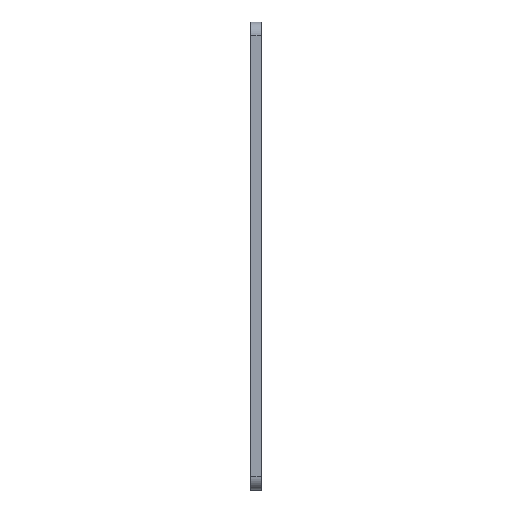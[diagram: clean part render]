
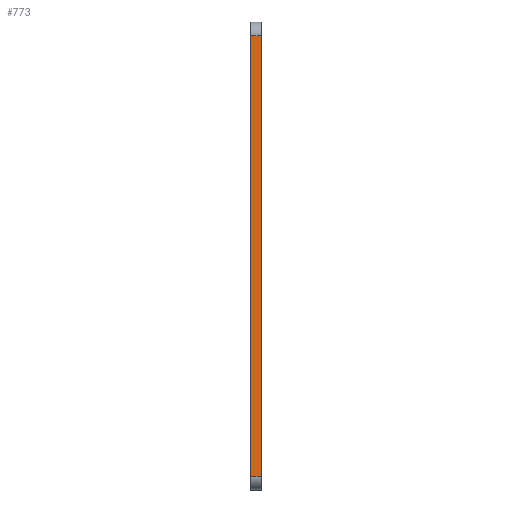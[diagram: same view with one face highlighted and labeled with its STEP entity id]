
A CAD part, left-side view. The second image highlights one B-rep face of the part: STEP entity #773.
In plain terms, the highlighted planar face has unit normal (-1, 0, 0).
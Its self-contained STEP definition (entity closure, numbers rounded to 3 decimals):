
#69=FACE_OUTER_BOUND('',#125,.T.);
#125=EDGE_LOOP('',(#627,#628,#629,#630));
#160=LINE('',#1085,#252);
#193=LINE('',#1165,#285);
#217=LINE('',#1224,#309);
#218=LINE('',#1226,#310);
#252=VECTOR('',#876,10.);
#285=VECTOR('',#937,10.);
#309=VECTOR('',#979,10.);
#310=VECTOR('',#982,10.);
#346=VERTEX_POINT('',#1082);
#347=VERTEX_POINT('',#1084);
#379=VERTEX_POINT('',#1162);
#380=VERTEX_POINT('',#1164);
#419=EDGE_CURVE('',#346,#347,#160,.T.);
#459=EDGE_CURVE('',#379,#380,#193,.T.);
#489=EDGE_CURVE('',#380,#346,#217,.T.);
#490=EDGE_CURVE('',#347,#379,#218,.T.);
#627=ORIENTED_EDGE('',*,*,#489,.F.);
#628=ORIENTED_EDGE('',*,*,#459,.F.);
#629=ORIENTED_EDGE('',*,*,#490,.F.);
#630=ORIENTED_EDGE('',*,*,#419,.F.);
#740=PLANE('',#829);
#773=ADVANCED_FACE('',(#69),#740,.T.);
#829=AXIS2_PLACEMENT_3D('',#1225,#980,#981);
#876=DIRECTION('',(0.,0.,-1.));
#937=DIRECTION('',(0.,0.,1.));
#979=DIRECTION('',(0.,-1.,0.));
#980=DIRECTION('center_axis',(-1.,0.,0.));
#981=DIRECTION('ref_axis',(0.,0.,1.));
#982=DIRECTION('',(0.,1.,0.));
#1082=CARTESIAN_POINT('',(181.2,6.,107.8));
#1084=CARTESIAN_POINT('',(181.2,6.,44.));
#1085=CARTESIAN_POINT('',(181.2,6.,109.8));
#1162=CARTESIAN_POINT('',(181.2,7.5,44.));
#1164=CARTESIAN_POINT('',(181.2,7.5,107.8));
#1165=CARTESIAN_POINT('',(181.2,7.5,109.8));
#1224=CARTESIAN_POINT('',(181.2,6.,107.8));
#1225=CARTESIAN_POINT('Origin',(181.2,6.,42.));
#1226=CARTESIAN_POINT('',(181.2,6.,44.));
